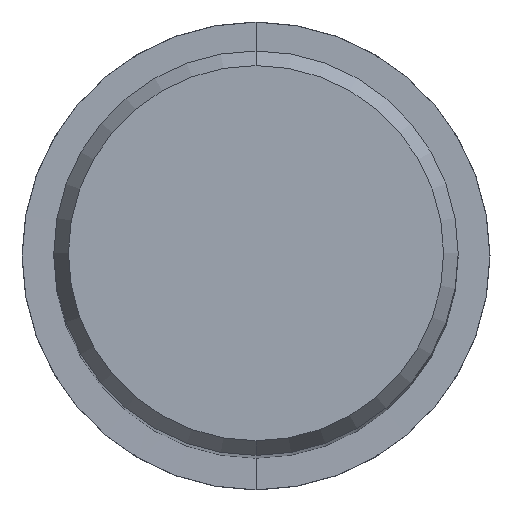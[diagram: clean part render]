
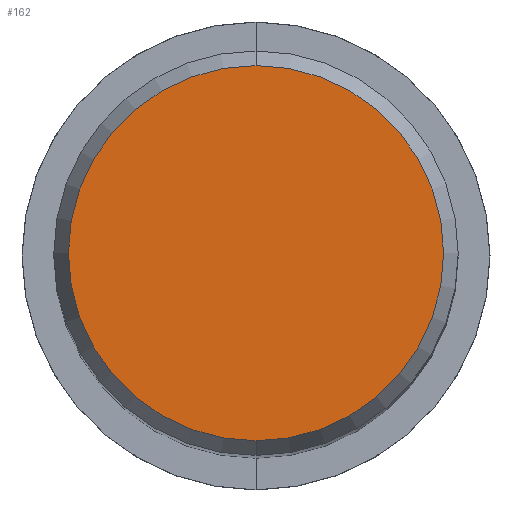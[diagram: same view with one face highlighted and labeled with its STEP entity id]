
A CAD part, top view. The second image highlights one B-rep face of the part: STEP entity #162.
In plain terms, the highlighted planar face has unit normal (0, 0, 1).
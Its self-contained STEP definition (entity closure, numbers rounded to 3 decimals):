
#80=EDGE_CURVE('',#104,#114,#193,.T.);
#104=VERTEX_POINT('',#220);
#114=VERTEX_POINT('',#231);
#126=EDGE_CURVE('',#114,#104,#244,.T.);
#162=ADVANCED_FACE('',(#285),#286,.T.);
#193=CIRCLE('',#312,5.892);
#220=CARTESIAN_POINT('',(0.0,5.892,0.01));
#231=CARTESIAN_POINT('',(0.,-5.892,0.01));
#244=CIRCLE('',#378,5.892);
#285=FACE_OUTER_BOUND('',#427,.T.);
#286=PLANE('',#428);
#312=AXIS2_PLACEMENT_3D('',#444,#445,#446);
#378=AXIS2_PLACEMENT_3D('',#507,#508,#509);
#427=EDGE_LOOP('',(#557,#558));
#428=AXIS2_PLACEMENT_3D('',#559,#560,#561);
#444=CARTESIAN_POINT('',(0.0,0.0,0.01));
#445=DIRECTION('',(0.0,0.0,-1.0));
#446=DIRECTION('',(0.0,1.0,0.0));
#507=CARTESIAN_POINT('',(0.0,0.0,0.01));
#508=DIRECTION('',(0.0,0.0,-1.0));
#509=DIRECTION('',(0.0,1.0,0.0));
#557=ORIENTED_EDGE('',*,*,#80,.F.);
#558=ORIENTED_EDGE('',*,*,#126,.F.);
#559=CARTESIAN_POINT('',(0.0,2.946,0.01));
#560=DIRECTION('',(-0.0,0.0,1.0));
#561=DIRECTION('',(0.0,-1.0,0.0));
